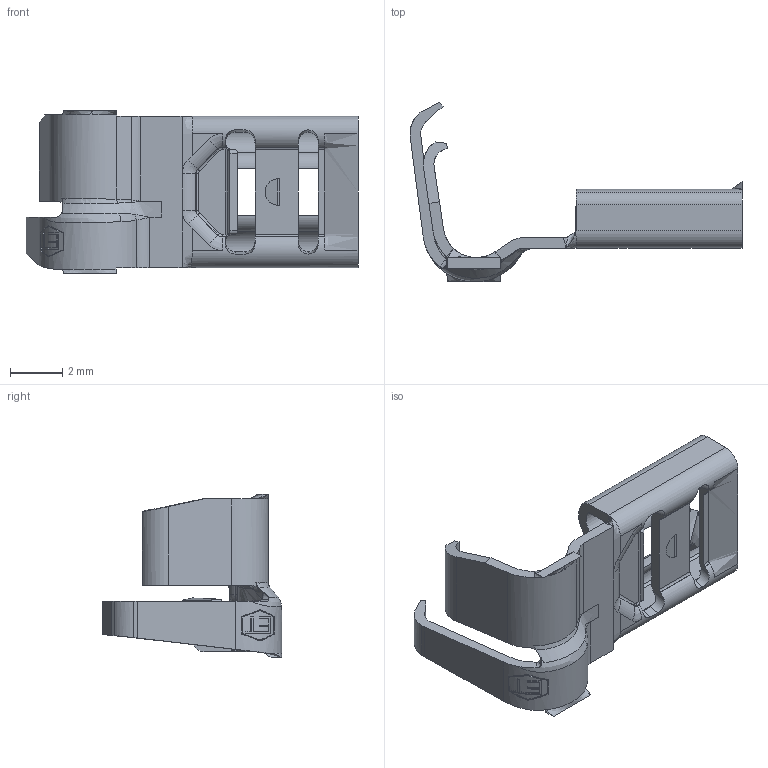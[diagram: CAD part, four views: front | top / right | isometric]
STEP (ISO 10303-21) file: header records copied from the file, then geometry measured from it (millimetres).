
FILE_DESCRIPTION (( 'STEP AP203' ), '1' );
FILE_NAME ('07793.STEP', '2015-02-18T16:27:51', ( '' ), ( '' ), 'SwSTEP 2.0', 'SolidWorks 2014', '' );
FILE_SCHEMA (( 'CONFIG_CONTROL_DESIGN' ));
Length unit declared in the file: inch
Products named in the file (1): 07793
Bounding box: 12.7 x 6.86 x 6.25 mm (x, y, z)
Volume: 52.7 mm3; surface area: 301.8 mm2
Topology: 1 solids, 1 shells, 304 faces, 835 edges, 532 vertices
Faces by surface type: plane 125, cylinder 88, bspline 57, cone 18, torus 16
Entity records: 12991 total; most frequent: CARTESIAN_POINT 5771, ORIENTED_EDGE 1664, DIRECTION 1262, EDGE_CURVE 832, VERTEX_POINT 532, AXIS2_PLACEMENT_3D 427, VECTOR 408, LINE 408
